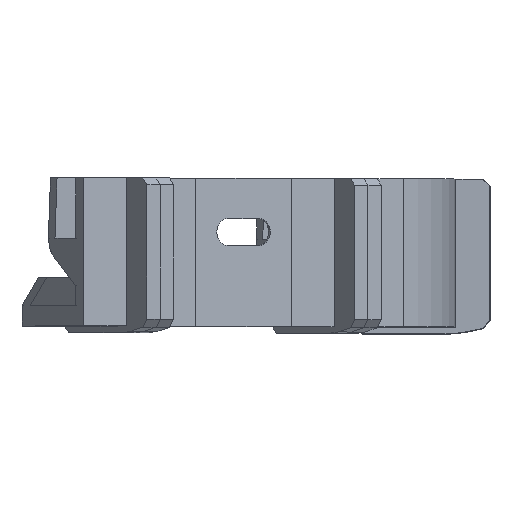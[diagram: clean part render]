
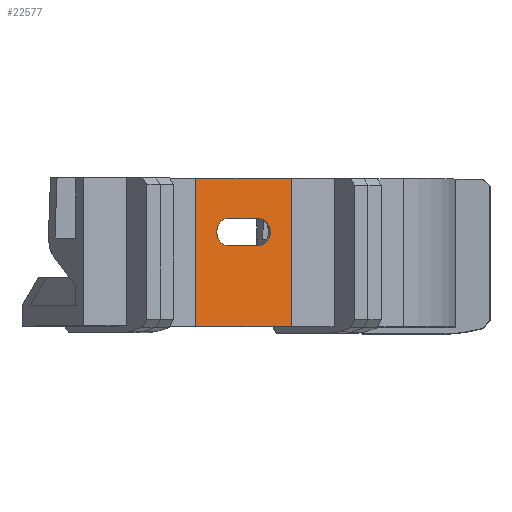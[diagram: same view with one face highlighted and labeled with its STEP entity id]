
A CAD part, left-side view. The second image highlights one B-rep face of the part: STEP entity #22577.
In plain terms, the highlighted face is planar.
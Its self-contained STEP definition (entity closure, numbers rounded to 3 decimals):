
#22301 = VERTEX_POINT('',#22302);
#22302 = CARTESIAN_POINT('',(3.,0.,16.));
#22309 = CYLINDRICAL_SURFACE('',#22310,2.);
#22310 = AXIS2_PLACEMENT_3D('',#22311,#22312,#22313);
#22311 = CARTESIAN_POINT('',(3.,24.,14.));
#22312 = DIRECTION('',(-0.,1.,0.));
#22313 = DIRECTION('',(0.,0.,-1.));
#22321 = PLANE('',#22322);
#22322 = AXIS2_PLACEMENT_3D('',#22323,#22324,#22325);
#22323 = CARTESIAN_POINT('',(3.,24.,16.));
#22324 = DIRECTION('',(0.,0.,-1.));
#22325 = DIRECTION('',(-1.,0.,-0.));
#22363 = VERTEX_POINT('',#22364);
#22364 = CARTESIAN_POINT('',(3.,0.,12.));
#22378 = PLANE('',#22379);
#22379 = AXIS2_PLACEMENT_3D('',#22380,#22381,#22382);
#22380 = CARTESIAN_POINT('',(-3.,24.,12.));
#22381 = DIRECTION('',(0.,0.,1.));
#22382 = DIRECTION('',(1.,0.,0.));
#22390 = EDGE_CURVE('',#22301,#22363,#22391,.T.);
#22391 = SURFACE_CURVE('',#22392,(#22397,#22404),.PCURVE_S1.);
#22392 = CIRCLE('',#22393,2.);
#22393 = AXIS2_PLACEMENT_3D('',#22394,#22395,#22396);
#22394 = CARTESIAN_POINT('',(3.,0.,14.));
#22395 = DIRECTION('',(0.,1.,0.));
#22396 = DIRECTION('',(0.,0.,-1.));
#22397 = PCURVE('',#22309,#22398);
#22398 = DEFINITIONAL_REPRESENTATION('',(#22399),#22403);
#22399 = LINE('',#22400,#22401);
#22400 = CARTESIAN_POINT('',(-6.283,-24.));
#22401 = VECTOR('',#22402,1.);
#22402 = DIRECTION('',(1.,-0.));
#22403 = ( GEOMETRIC_REPRESENTATION_CONTEXT(2) 
PARAMETRIC_REPRESENTATION_CONTEXT() REPRESENTATION_CONTEXT('2D SPACE',''
  ) );
#22404 = PCURVE('',#22405,#22410);
#22405 = PLANE('',#22406);
#22406 = AXIS2_PLACEMENT_3D('',#22407,#22408,#22409);
#22407 = CARTESIAN_POINT('',(0.,0.,0.));
#22408 = DIRECTION('',(0.,1.,-0.));
#22409 = DIRECTION('',(0.,0.,1.));
#22410 = DEFINITIONAL_REPRESENTATION('',(#22411),#22415);
#22411 = CIRCLE('',#22412,2.);
#22412 = AXIS2_PLACEMENT_2D('',#22413,#22414);
#22413 = CARTESIAN_POINT('',(14.,3.));
#22414 = DIRECTION('',(-1.,0.));
#22415 = ( GEOMETRIC_REPRESENTATION_CONTEXT(2) 
PARAMETRIC_REPRESENTATION_CONTEXT() REPRESENTATION_CONTEXT('2D SPACE',''
  ) );
#22423 = VERTEX_POINT('',#22424);
#22424 = CARTESIAN_POINT('',(-3.,0.,16.));
#22438 = CYLINDRICAL_SURFACE('',#22439,2.);
#22439 = AXIS2_PLACEMENT_3D('',#22440,#22441,#22442);
#22440 = CARTESIAN_POINT('',(-3.,24.,14.));
#22441 = DIRECTION('',(-0.,1.,0.));
#22442 = DIRECTION('',(0.,0.,1.));
#22477 = EDGE_CURVE('',#22301,#22423,#22478,.T.);
#22478 = SURFACE_CURVE('',#22479,(#22483,#22489),.PCURVE_S1.);
#22479 = LINE('',#22480,#22481);
#22480 = CARTESIAN_POINT('',(1.5,0.,16.));
#22481 = VECTOR('',#22482,1.);
#22482 = DIRECTION('',(-1.,0.,0.));
#22483 = PCURVE('',#22321,#22484);
#22484 = DEFINITIONAL_REPRESENTATION('',(#22485),#22488);
#22485 = B_SPLINE_CURVE_WITH_KNOTS('',1,(#22486,#22487),.UNSPECIFIED.,
  .F.,.F.,(2,2),(-1.5,4.5),.PIECEWISE_BEZIER_KNOTS.);
#22486 = CARTESIAN_POINT('',(0.,-24.));
#22487 = CARTESIAN_POINT('',(6.,-24.));
#22488 = ( GEOMETRIC_REPRESENTATION_CONTEXT(2) 
PARAMETRIC_REPRESENTATION_CONTEXT() REPRESENTATION_CONTEXT('2D SPACE',''
  ) );
#22489 = PCURVE('',#22405,#22490);
#22490 = DEFINITIONAL_REPRESENTATION('',(#22491),#22494);
#22491 = B_SPLINE_CURVE_WITH_KNOTS('',1,(#22492,#22493),.UNSPECIFIED.,
  .F.,.F.,(2,2),(-1.5,4.5),.PIECEWISE_BEZIER_KNOTS.);
#22492 = CARTESIAN_POINT('',(16.,3.));
#22493 = CARTESIAN_POINT('',(16.,-3.));
#22494 = ( GEOMETRIC_REPRESENTATION_CONTEXT(2) 
PARAMETRIC_REPRESENTATION_CONTEXT() REPRESENTATION_CONTEXT('2D SPACE',''
  ) );
#22577 = ADVANCED_FACE('',(#22578,#22692),#22405,.F.);
#22578 = FACE_BOUND('',#22579,.F.);
#22579 = EDGE_LOOP('',(#22580,#22610,#22638,#22666));
#22580 = ORIENTED_EDGE('',*,*,#22581,.F.);
#22581 = EDGE_CURVE('',#22582,#22584,#22586,.T.);
#22582 = VERTEX_POINT('',#22583);
#22583 = CARTESIAN_POINT('',(-9.,0.,0.));
#22584 = VERTEX_POINT('',#22585);
#22585 = CARTESIAN_POINT('',(9.,0.,0.));
#22586 = SURFACE_CURVE('',#22587,(#22591,#22598),.PCURVE_S1.);
#22587 = LINE('',#22588,#22589);
#22588 = CARTESIAN_POINT('',(-9.,0.,0.));
#22589 = VECTOR('',#22590,1.);
#22590 = DIRECTION('',(1.,0.,0.));
#22591 = PCURVE('',#22405,#22592);
#22592 = DEFINITIONAL_REPRESENTATION('',(#22593),#22597);
#22593 = LINE('',#22594,#22595);
#22594 = CARTESIAN_POINT('',(0.,-9.));
#22595 = VECTOR('',#22596,1.);
#22596 = DIRECTION('',(0.,1.));
#22597 = ( GEOMETRIC_REPRESENTATION_CONTEXT(2) 
PARAMETRIC_REPRESENTATION_CONTEXT() REPRESENTATION_CONTEXT('2D SPACE',''
  ) );
#22598 = PCURVE('',#22599,#22604);
#22599 = PLANE('',#22600);
#22600 = AXIS2_PLACEMENT_3D('',#22601,#22602,#22603);
#22601 = CARTESIAN_POINT('',(0.,15.,0.));
#22602 = DIRECTION('',(0.,0.,1.));
#22603 = DIRECTION('',(0.,-1.,0.));
#22604 = DEFINITIONAL_REPRESENTATION('',(#22605),#22609);
#22605 = LINE('',#22606,#22607);
#22606 = CARTESIAN_POINT('',(15.,-9.));
#22607 = VECTOR('',#22608,1.);
#22608 = DIRECTION('',(0.,1.));
#22609 = ( GEOMETRIC_REPRESENTATION_CONTEXT(2) 
PARAMETRIC_REPRESENTATION_CONTEXT() REPRESENTATION_CONTEXT('2D SPACE',''
  ) );
#22610 = ORIENTED_EDGE('',*,*,#22611,.T.);
#22611 = EDGE_CURVE('',#22582,#22612,#22614,.T.);
#22612 = VERTEX_POINT('',#22613);
#22613 = CARTESIAN_POINT('',(-9.,0.,22.));
#22614 = SURFACE_CURVE('',#22615,(#22619,#22626),.PCURVE_S1.);
#22615 = LINE('',#22616,#22617);
#22616 = CARTESIAN_POINT('',(-9.,0.,0.));
#22617 = VECTOR('',#22618,1.);
#22618 = DIRECTION('',(0.,0.,1.));
#22619 = PCURVE('',#22405,#22620);
#22620 = DEFINITIONAL_REPRESENTATION('',(#22621),#22625);
#22621 = LINE('',#22622,#22623);
#22622 = CARTESIAN_POINT('',(0.,-9.));
#22623 = VECTOR('',#22624,1.);
#22624 = DIRECTION('',(1.,0.));
#22625 = ( GEOMETRIC_REPRESENTATION_CONTEXT(2) 
PARAMETRIC_REPRESENTATION_CONTEXT() REPRESENTATION_CONTEXT('2D SPACE',''
  ) );
#22626 = PCURVE('',#22627,#22632);
#22627 = PLANE('',#22628);
#22628 = AXIS2_PLACEMENT_3D('',#22629,#22630,#22631);
#22629 = CARTESIAN_POINT('',(-9.,4.162,7.662));
#22630 = DIRECTION('',(-1.,0.,0.));
#22631 = DIRECTION('',(0.,0.,1.));
#22632 = DEFINITIONAL_REPRESENTATION('',(#22633),#22637);
#22633 = LINE('',#22634,#22635);
#22634 = CARTESIAN_POINT('',(-7.662,-4.162));
#22635 = VECTOR('',#22636,1.);
#22636 = DIRECTION('',(1.,0.));
#22637 = ( GEOMETRIC_REPRESENTATION_CONTEXT(2) 
PARAMETRIC_REPRESENTATION_CONTEXT() REPRESENTATION_CONTEXT('2D SPACE',''
  ) );
#22638 = ORIENTED_EDGE('',*,*,#22639,.F.);
#22639 = EDGE_CURVE('',#22640,#22612,#22642,.T.);
#22640 = VERTEX_POINT('',#22641);
#22641 = CARTESIAN_POINT('',(9.,0.,22.));
#22642 = SURFACE_CURVE('',#22643,(#22647,#22654),.PCURVE_S1.);
#22643 = LINE('',#22644,#22645);
#22644 = CARTESIAN_POINT('',(9.,0.,22.));
#22645 = VECTOR('',#22646,1.);
#22646 = DIRECTION('',(-1.,0.,0.));
#22647 = PCURVE('',#22405,#22648);
#22648 = DEFINITIONAL_REPRESENTATION('',(#22649),#22653);
#22649 = LINE('',#22650,#22651);
#22650 = CARTESIAN_POINT('',(22.,9.));
#22651 = VECTOR('',#22652,1.);
#22652 = DIRECTION('',(0.,-1.));
#22653 = ( GEOMETRIC_REPRESENTATION_CONTEXT(2) 
PARAMETRIC_REPRESENTATION_CONTEXT() REPRESENTATION_CONTEXT('2D SPACE',''
  ) );
#22654 = PCURVE('',#22655,#22660);
#22655 = PLANE('',#22656);
#22656 = AXIS2_PLACEMENT_3D('',#22657,#22658,#22659);
#22657 = CARTESIAN_POINT('',(0.,0.,22.));
#22658 = DIRECTION('',(0.,0.,-1.));
#22659 = DIRECTION('',(0.,1.,0.));
#22660 = DEFINITIONAL_REPRESENTATION('',(#22661),#22665);
#22661 = LINE('',#22662,#22663);
#22662 = CARTESIAN_POINT('',(0.,9.));
#22663 = VECTOR('',#22664,1.);
#22664 = DIRECTION('',(0.,-1.));
#22665 = ( GEOMETRIC_REPRESENTATION_CONTEXT(2) 
PARAMETRIC_REPRESENTATION_CONTEXT() REPRESENTATION_CONTEXT('2D SPACE',''
  ) );
#22666 = ORIENTED_EDGE('',*,*,#22667,.F.);
#22667 = EDGE_CURVE('',#22584,#22640,#22668,.T.);
#22668 = SURFACE_CURVE('',#22669,(#22673,#22680),.PCURVE_S1.);
#22669 = LINE('',#22670,#22671);
#22670 = CARTESIAN_POINT('',(9.,0.,0.));
#22671 = VECTOR('',#22672,1.);
#22672 = DIRECTION('',(0.,0.,1.));
#22673 = PCURVE('',#22405,#22674);
#22674 = DEFINITIONAL_REPRESENTATION('',(#22675),#22679);
#22675 = LINE('',#22676,#22677);
#22676 = CARTESIAN_POINT('',(0.,9.));
#22677 = VECTOR('',#22678,1.);
#22678 = DIRECTION('',(1.,0.));
#22679 = ( GEOMETRIC_REPRESENTATION_CONTEXT(2) 
PARAMETRIC_REPRESENTATION_CONTEXT() REPRESENTATION_CONTEXT('2D SPACE',''
  ) );
#22680 = PCURVE('',#22681,#22686);
#22681 = PLANE('',#22682);
#22682 = AXIS2_PLACEMENT_3D('',#22683,#22684,#22685);
#22683 = CARTESIAN_POINT('',(9.,4.162,7.662));
#22684 = DIRECTION('',(-1.,0.,0.));
#22685 = DIRECTION('',(0.,0.,1.));
#22686 = DEFINITIONAL_REPRESENTATION('',(#22687),#22691);
#22687 = LINE('',#22688,#22689);
#22688 = CARTESIAN_POINT('',(-7.662,-4.162));
#22689 = VECTOR('',#22690,1.);
#22690 = DIRECTION('',(1.,0.));
#22691 = ( GEOMETRIC_REPRESENTATION_CONTEXT(2) 
PARAMETRIC_REPRESENTATION_CONTEXT() REPRESENTATION_CONTEXT('2D SPACE',''
  ) );
#22692 = FACE_BOUND('',#22693,.F.);
#22693 = EDGE_LOOP('',(#22694,#22695,#22696,#22720));
#22694 = ORIENTED_EDGE('',*,*,#22390,.F.);
#22695 = ORIENTED_EDGE('',*,*,#22477,.T.);
#22696 = ORIENTED_EDGE('',*,*,#22697,.F.);
#22697 = EDGE_CURVE('',#22698,#22423,#22700,.T.);
#22698 = VERTEX_POINT('',#22699);
#22699 = CARTESIAN_POINT('',(-3.,0.,12.));
#22700 = SURFACE_CURVE('',#22701,(#22706,#22713),.PCURVE_S1.);
#22701 = CIRCLE('',#22702,2.);
#22702 = AXIS2_PLACEMENT_3D('',#22703,#22704,#22705);
#22703 = CARTESIAN_POINT('',(-3.,0.,14.));
#22704 = DIRECTION('',(-0.,1.,0.));
#22705 = DIRECTION('',(0.,0.,1.));
#22706 = PCURVE('',#22405,#22707);
#22707 = DEFINITIONAL_REPRESENTATION('',(#22708),#22712);
#22708 = CIRCLE('',#22709,2.);
#22709 = AXIS2_PLACEMENT_2D('',#22710,#22711);
#22710 = CARTESIAN_POINT('',(14.,-3.));
#22711 = DIRECTION('',(1.,0.));
#22712 = ( GEOMETRIC_REPRESENTATION_CONTEXT(2) 
PARAMETRIC_REPRESENTATION_CONTEXT() REPRESENTATION_CONTEXT('2D SPACE',''
  ) );
#22713 = PCURVE('',#22438,#22714);
#22714 = DEFINITIONAL_REPRESENTATION('',(#22715),#22719);
#22715 = LINE('',#22716,#22717);
#22716 = CARTESIAN_POINT('',(-6.283,-24.));
#22717 = VECTOR('',#22718,1.);
#22718 = DIRECTION('',(1.,-0.));
#22719 = ( GEOMETRIC_REPRESENTATION_CONTEXT(2) 
PARAMETRIC_REPRESENTATION_CONTEXT() REPRESENTATION_CONTEXT('2D SPACE',''
  ) );
#22720 = ORIENTED_EDGE('',*,*,#22721,.T.);
#22721 = EDGE_CURVE('',#22698,#22363,#22722,.T.);
#22722 = SURFACE_CURVE('',#22723,(#22727,#22733),.PCURVE_S1.);
#22723 = LINE('',#22724,#22725);
#22724 = CARTESIAN_POINT('',(-1.5,0.,12.));
#22725 = VECTOR('',#22726,1.);
#22726 = DIRECTION('',(1.,-0.,0.));
#22727 = PCURVE('',#22405,#22728);
#22728 = DEFINITIONAL_REPRESENTATION('',(#22729),#22732);
#22729 = B_SPLINE_CURVE_WITH_KNOTS('',1,(#22730,#22731),.UNSPECIFIED.,
  .F.,.F.,(2,2),(-1.5,4.5),.PIECEWISE_BEZIER_KNOTS.);
#22730 = CARTESIAN_POINT('',(12.,-3.));
#22731 = CARTESIAN_POINT('',(12.,3.));
#22732 = ( GEOMETRIC_REPRESENTATION_CONTEXT(2) 
PARAMETRIC_REPRESENTATION_CONTEXT() REPRESENTATION_CONTEXT('2D SPACE',''
  ) );
#22733 = PCURVE('',#22378,#22734);
#22734 = DEFINITIONAL_REPRESENTATION('',(#22735),#22738);
#22735 = B_SPLINE_CURVE_WITH_KNOTS('',1,(#22736,#22737),.UNSPECIFIED.,
  .F.,.F.,(2,2),(-1.5,4.5),.PIECEWISE_BEZIER_KNOTS.);
#22736 = CARTESIAN_POINT('',(0.,-24.));
#22737 = CARTESIAN_POINT('',(6.,-24.));
#22738 = ( GEOMETRIC_REPRESENTATION_CONTEXT(2) 
PARAMETRIC_REPRESENTATION_CONTEXT() REPRESENTATION_CONTEXT('2D SPACE',''
  ) );
